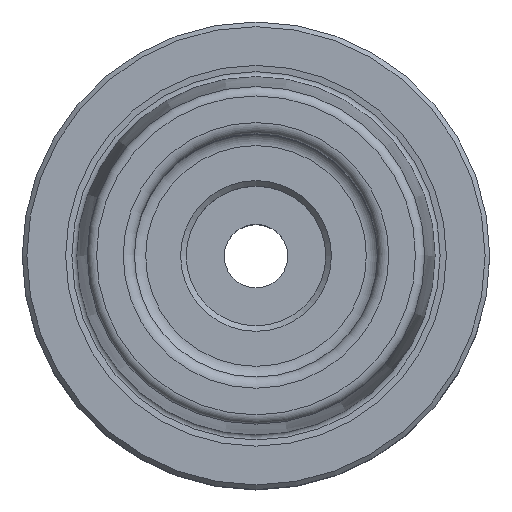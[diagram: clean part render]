
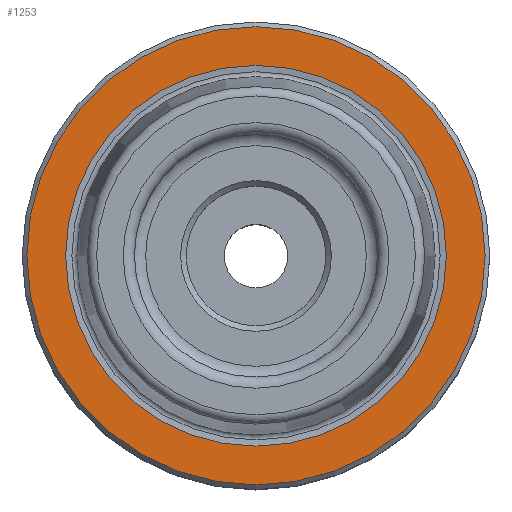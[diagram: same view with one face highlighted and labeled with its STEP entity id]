
A CAD part, top view. The second image highlights one B-rep face of the part: STEP entity #1253.
In plain terms, the highlighted planar face has unit normal (0, 0, 1).
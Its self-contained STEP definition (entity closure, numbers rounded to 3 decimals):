
#125=ORIENTED_EDGE('',*,*,#249,.T.);
#126=ORIENTED_EDGE('',*,*,#248,.F.);
#248=EDGE_CURVE('',#319,#319,#390,.T.);
#249=EDGE_CURVE('',#320,#320,#391,.T.);
#319=VERTEX_POINT('',#1813);
#320=VERTEX_POINT('',#1816);
#390=CIRCLE('',#1356,20.358);
#391=CIRCLE('',#1358,24.5);
#480=EDGE_LOOP('',(#125));
#481=EDGE_LOOP('',(#126));
#622=FACE_BOUND('',#480,.T.);
#623=FACE_BOUND('',#481,.T.);
#723=PLANE('',#1357);
#1253=ADVANCED_FACE('',(#622,#623),#723,.T.);
#1356=AXIS2_PLACEMENT_3D('',#1812,#1550,#1551);
#1357=AXIS2_PLACEMENT_3D('',#1814,#1552,#1553);
#1358=AXIS2_PLACEMENT_3D('',#1815,#1554,#1555);
#1550=DIRECTION('',(0.,0.,1.));
#1551=DIRECTION('',(1.,0.,0.));
#1552=DIRECTION('',(0.,0.,1.));
#1553=DIRECTION('',(1.,0.,0.));
#1554=DIRECTION('',(0.,0.,1.));
#1555=DIRECTION('',(1.,0.,0.));
#1812=CARTESIAN_POINT('',(0.,0.,0.));
#1813=CARTESIAN_POINT('',(20.358,0.,0.));
#1814=CARTESIAN_POINT('',(20.358,0.,0.));
#1815=CARTESIAN_POINT('',(0.,0.,0.));
#1816=CARTESIAN_POINT('',(24.5,0.,0.));
